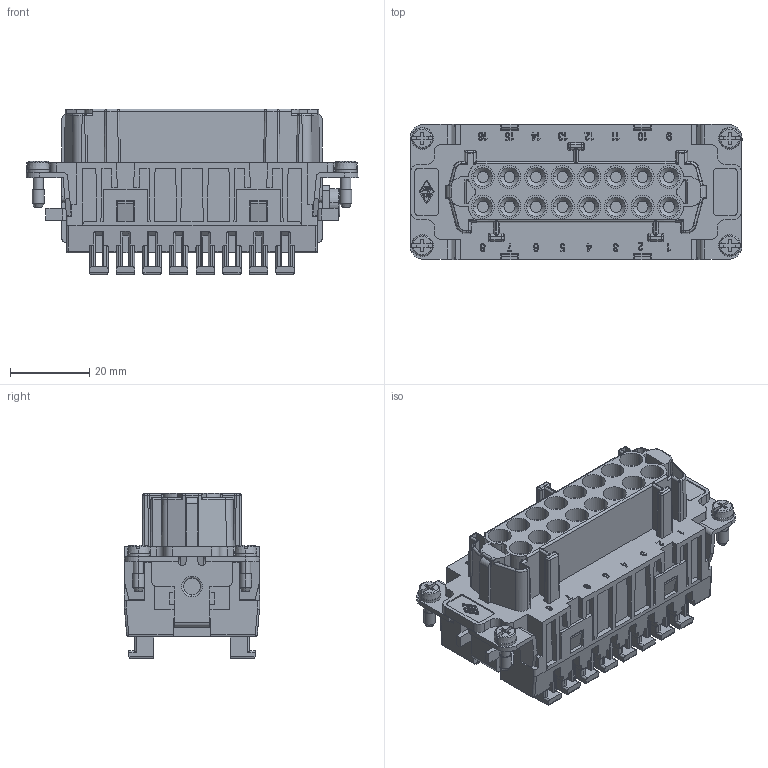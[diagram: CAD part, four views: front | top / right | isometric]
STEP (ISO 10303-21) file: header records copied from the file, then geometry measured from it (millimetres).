
FILE_DESCRIPTION(('Creo Elements/Direct Modeling STEP Export'),'2;1');
FILE_NAME('JSHF 16.stp','2014-08-05T 7:56:44',(''),(''),'Creo Elements/Direct Modeling STEP processor for AP214 (Solid Model)','Creo Elements/Direct Modeling 18.0B 02-Dec-2011 (C) Parametric Technology GmbH','');
FILE_SCHEMA(('AUTOMOTIVE_DESIGN { 1 0 10303 214 1 1 1 1 }'));
Products named in the file (4): CSHF_16; JSHF_16.stp
Assembly tree (3 placements, depth 4):
  JSHF_16.stp
    JSHF_16.stp
      CSHF_16
        CSHF_16
Bounding box: 83.6 x 34 x 41.7 mm (x, y, z)
Volume: 55614.2 mm3; surface area: 29939.4 mm2
Topology: 1 solids, 1 shells, 3837 faces, 10837 edges, 7081 vertices
Faces by surface type: plane 3040, cylinder 639, cone 82, torus 46, sphere 20, bspline 10
Entity records: 142577 total; most frequent: CARTESIAN_POINT 29593, ORIENTED_EDGE 21642, DIRECTION 18434, EDGE_CURVE 10817, VECTOR 8914, LINE 8914, VERTEX_POINT 7081, AXIS2_PLACEMENT_3D 4760
